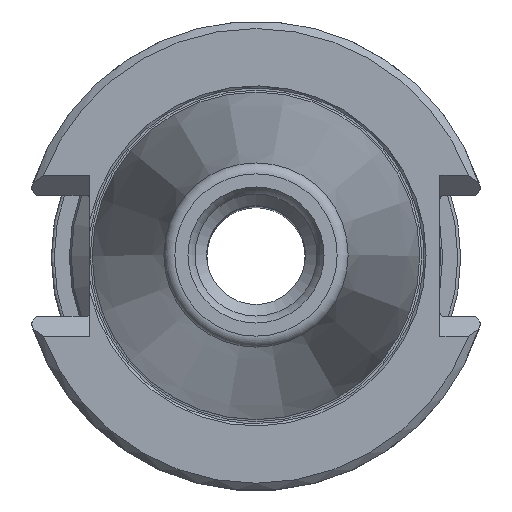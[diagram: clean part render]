
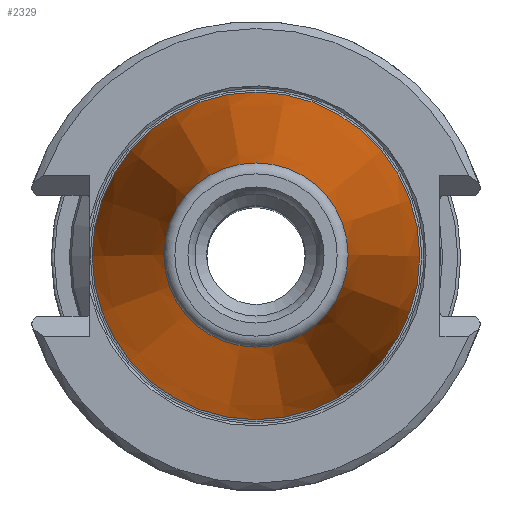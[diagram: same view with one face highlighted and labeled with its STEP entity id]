
A CAD part, top view. The second image highlights one B-rep face of the part: STEP entity #2329.
In plain terms, the highlighted conical face has half-angle 8.297 degrees and reference radius 22.152 mm.
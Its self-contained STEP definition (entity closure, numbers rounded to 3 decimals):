
#343=ORIENTED_EDGE('',*,*,#748,.T.);
#344=ORIENTED_EDGE('',*,*,#747,.F.);
#747=EDGE_CURVE('',#953,#953,#1113,.T.);
#748=EDGE_CURVE('',#954,#954,#1114,.T.);
#953=VERTEX_POINT('',#3301);
#954=VERTEX_POINT('',#3304);
#1113=CIRCLE('',#2487,12.459);
#1114=CIRCLE('',#2489,22.152);
#1215=EDGE_LOOP('',(#343));
#1216=EDGE_LOOP('',(#344));
#1382=FACE_BOUND('',#1215,.T.);
#1383=FACE_BOUND('',#1216,.T.);
#1522=CONICAL_SURFACE('',#2488,22.152,0.145);
#2329=ADVANCED_FACE('',(#1382,#1383),#1522,.T.);
#2487=AXIS2_PLACEMENT_3D('',#3300,#2788,#2789);
#2488=AXIS2_PLACEMENT_3D('',#3302,#2790,#2791);
#2489=AXIS2_PLACEMENT_3D('',#3303,#2792,#2793);
#2788=DIRECTION('',(0.,0.,1.));
#2789=DIRECTION('',(1.,0.,0.));
#2790=DIRECTION('',(0.,0.,-1.));
#2791=DIRECTION('',(-1.,0.,0.));
#2792=DIRECTION('',(0.,0.,1.));
#2793=DIRECTION('',(1.,0.,0.));
#3300=CARTESIAN_POINT('',(0.,0.,66.966));
#3301=CARTESIAN_POINT('',(12.459,0.,66.966));
#3302=CARTESIAN_POINT('',(0.,0.,0.5));
#3303=CARTESIAN_POINT('',(0.,0.,0.5));
#3304=CARTESIAN_POINT('',(22.152,0.,0.5));
